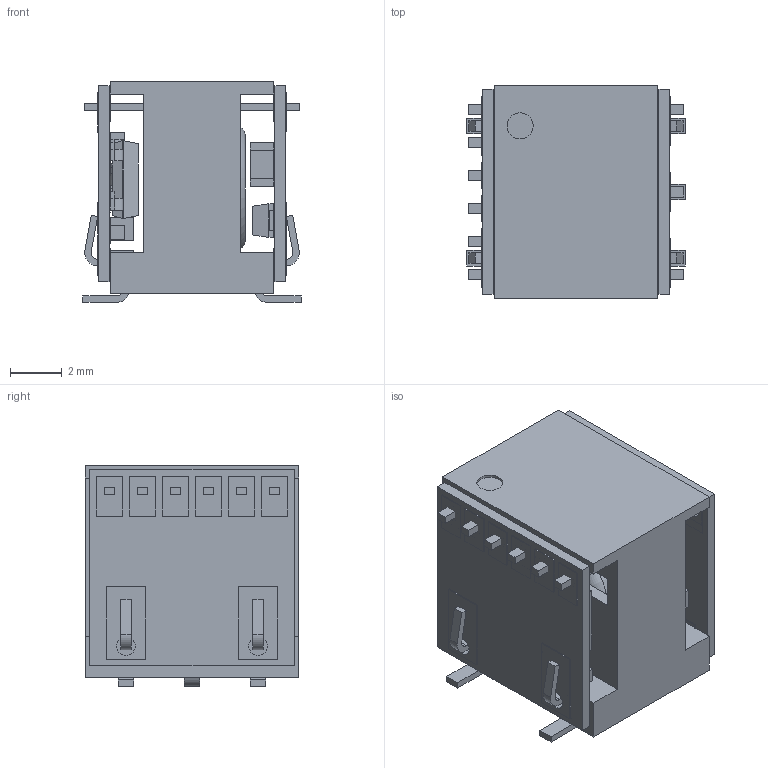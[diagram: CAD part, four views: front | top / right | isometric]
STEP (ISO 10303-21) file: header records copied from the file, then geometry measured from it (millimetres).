
FILE_DESCRIPTION(/* description */ (''),/* implementation_level */ '2;1');
FILE_NAME(/* name */ 'DCDC_MURATA_MTU1.stp',/* time_stamp */ '2017-01-16T12:57:57+01:00',/* author */ ('jchouvet'),/* organization */ (''),/* preprocessor_version */ 'ST-DEVELOPER v16.1',/* originating_system */ 'AutoCAD Mechanical',/* authorisation */ '');
FILE_SCHEMA (('AUTOMOTIVE_DESIGN { 1 0 10303 214 3 1 1 }'));
Length unit declared in the file: millimetre
Products named in the file (1): Product
Bounding box: 8.4 x 8.2 x 8.5 mm (x, y, z)
Volume: 309 mm3; surface area: 1115.4 mm2
Topology: 81 solids, 81 shells, 907 faces, 2125 edges, 1394 vertices
Faces by surface type: plane 832, cylinder 47, bspline 24, torus 4
Full cylindrical faces by diameter (mm): 0.711 x14, 1 x2, 4.93 x1
Entity records: 25488 total; most frequent: CARTESIAN_POINT 4718, ORIENTED_EDGE 4208, DIRECTION 3922, EDGE_CURVE 2104, LINE 1958, VECTOR 1958, VERTEX_POINT 1394, EDGE_LOOP 990
